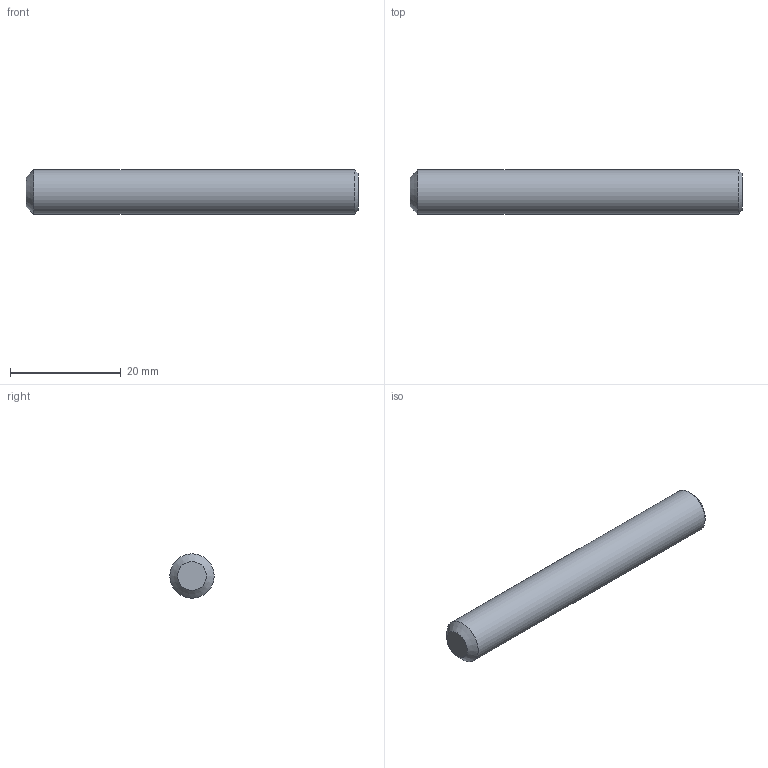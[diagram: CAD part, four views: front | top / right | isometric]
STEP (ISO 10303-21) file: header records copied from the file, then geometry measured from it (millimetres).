
FILE_DESCRIPTION (( 'STEP AP203' ), '1' );
FILE_NAME ('58300-240-60.step', '2019-12-16T13:59:09', ( '' ), ( '' ), 'SwSTEP 2.0', 'SolidWorks 2015', '' );
FILE_SCHEMA (( 'CONFIG_CONTROL_DESIGN' ));
Length unit declared in the file: millimetre
Products named in the file (2): 58300-240-60
Bounding box: 60 x 8 x 8 mm (x, y, z)
Volume: 2915.5 mm3; surface area: 1648.9 mm2
Topology: 1 solids, 1 shells, 297 faces, 785 edges, 522 vertices
Faces by surface type: bspline 158, plane 135, cone 3, cylinder 1
Full cylindrical faces by diameter (mm): 8 x1
Entity records: 18441 total; most frequent: CARTESIAN_POINT 12036, ORIENTED_EDGE 1556, EDGE_CURVE 778, DIRECTION 754, VERTEX_POINT 518, LINE 452, VECTOR 452, EDGE_LOOP 332
